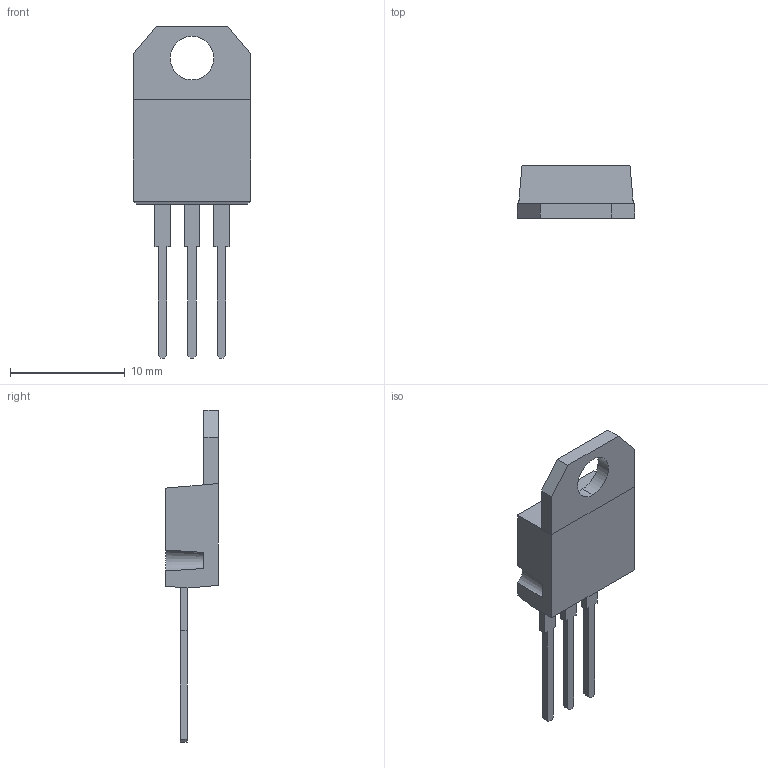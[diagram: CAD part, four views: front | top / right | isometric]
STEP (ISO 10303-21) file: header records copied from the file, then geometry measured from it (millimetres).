
FILE_DESCRIPTION (( 'STEP AP214' ), '1' );
FILE_NAME ('STP24N60M6.STEP', '2019-03-01T18:02:51', ( '' ), ( '' ), 'SwSTEP 2.0', 'SolidWorks 2017', '' );
FILE_SCHEMA (( 'AUTOMOTIVE_DESIGN' ));
Length unit declared in the file: millimetre
Products named in the file (1): STP24N60M6
Bounding box: 10.2 x 4.6 x 28.9 mm (x, y, z)
Volume: 476.7 mm3; surface area: 624.6 mm2
Topology: 5 solids, 5 shells, 57 faces, 141 edges, 94 vertices
Faces by surface type: plane 53, cylinder 2, cone 2
Entity records: 1753 total; most frequent: CARTESIAN_POINT 317, ORIENTED_EDGE 282, DIRECTION 261, EDGE_CURVE 141, VECTOR 129, LINE 129, VERTEX_POINT 94, AXIS2_PLACEMENT_3D 66
